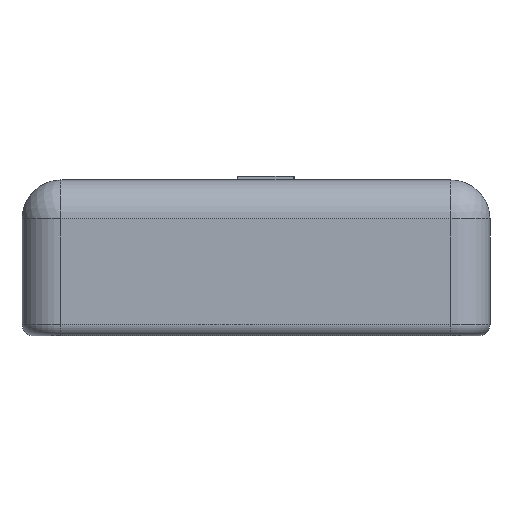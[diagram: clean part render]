
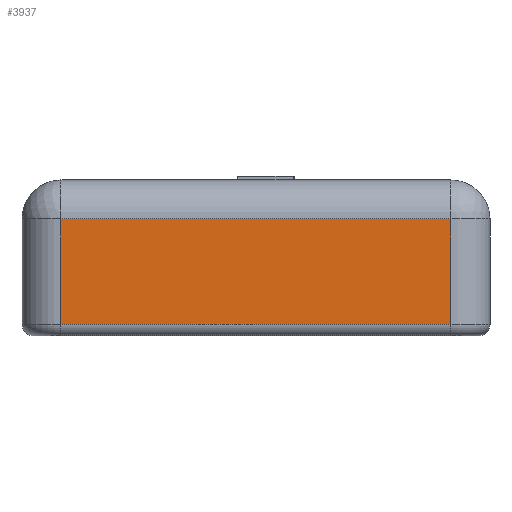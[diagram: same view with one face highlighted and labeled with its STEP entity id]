
A CAD part, front view. The second image highlights one B-rep face of the part: STEP entity #3937.
In plain terms, the highlighted planar face has unit normal (0, -1, 0).
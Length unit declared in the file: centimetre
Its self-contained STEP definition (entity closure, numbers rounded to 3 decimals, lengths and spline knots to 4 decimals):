
#194=PLANE($,#4104);
#398=FACE_OUTER_BOUND($,#632,.T.);
#632=EDGE_LOOP($,(#3512,#3513,#3514,#3515));
#962=LINE($,#7466,#1306);
#963=LINE($,#7471,#1307);
#964=LINE($,#7475,#1308);
#965=LINE($,#7476,#1309);
#1306=VECTOR($,#4707,1.);
#1307=VECTOR($,#4714,0.27);
#1308=VECTOR($,#4719,0.27);
#1309=VECTOR($,#4720,1.);
#1876=VERTEX_POINT($,#7460);
#1877=VERTEX_POINT($,#7464);
#1878=VERTEX_POINT($,#7470);
#1879=VERTEX_POINT($,#7474);
#2431=EDGE_CURVE($,#1876,#1877,#962,.T.);
#2433=EDGE_CURVE($,#1877,#1878,#963,.T.);
#2435=EDGE_CURVE($,#1879,#1876,#964,.T.);
#2436=EDGE_CURVE($,#1878,#1879,#965,.T.);
#3512=ORIENTED_EDGE($,*,*,#2431,.F.);
#3513=ORIENTED_EDGE($,*,*,#2435,.F.);
#3514=ORIENTED_EDGE($,*,*,#2436,.F.);
#3515=ORIENTED_EDGE($,*,*,#2433,.F.);
#3937=ADVANCED_FACE($,(#398),#194,.F.);
#4104=AXIS2_PLACEMENT_3D($,#7473,#4717,#4718);
#4707=DIRECTION($,(-1.,0.,0.));
#4714=DIRECTION($,(0.,0.,1.));
#4717=DIRECTION('center_axis',(0.,1.,0.));
#4718=DIRECTION('ref_axis',(0.,0.,1.));
#4719=DIRECTION($,(0.,0.,-1.));
#4720=DIRECTION($,(1.,0.,0.));
#7460=CARTESIAN_POINT('',(0.4,-0.9,0.03));
#7464=CARTESIAN_POINT('',(-0.6,-0.9,0.03));
#7466=CARTESIAN_POINT($,(-0.1,-0.9,0.03));
#7470=CARTESIAN_POINT('',(-0.6,-0.9,0.3));
#7471=CARTESIAN_POINT($,(-0.6,-0.9,0.2));
#7473=CARTESIAN_POINT('Origin',(-0.1,-0.9,
0.2));
#7474=CARTESIAN_POINT('',(0.4,-0.9,0.3));
#7475=CARTESIAN_POINT($,(0.4,-0.9,0.2));
#7476=CARTESIAN_POINT($,(-0.1,-0.9,0.3));
